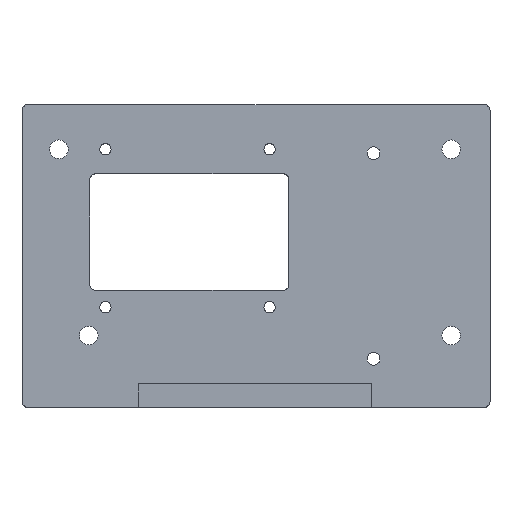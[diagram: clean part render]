
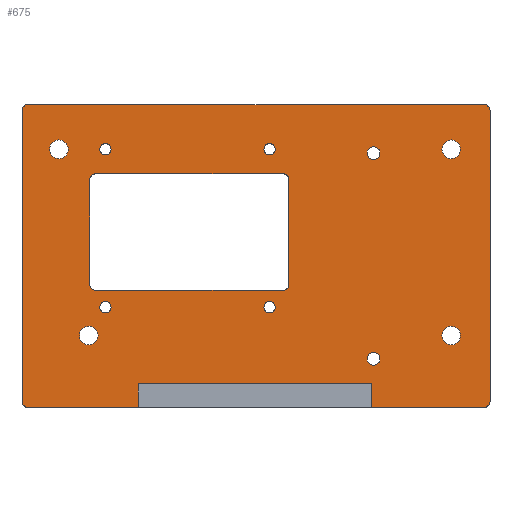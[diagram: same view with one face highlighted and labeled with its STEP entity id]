
A CAD part, top view. The second image highlights one B-rep face of the part: STEP entity #675.
In plain terms, the highlighted planar face has unit normal (0, 0, 1).
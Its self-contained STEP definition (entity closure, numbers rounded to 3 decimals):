
#15=FACE_BOUND('',#92,.T.);
#16=FACE_BOUND('',#93,.T.);
#17=FACE_BOUND('',#94,.T.);
#18=FACE_BOUND('',#95,.T.);
#19=FACE_BOUND('',#96,.T.);
#20=FACE_BOUND('',#97,.T.);
#21=FACE_BOUND('',#98,.T.);
#22=FACE_BOUND('',#99,.T.);
#23=FACE_BOUND('',#100,.T.);
#24=FACE_BOUND('',#101,.T.);
#25=FACE_BOUND('',#102,.T.);
#42=PLANE('',#725);
#57=FACE_OUTER_BOUND('',#91,.T.);
#91=EDGE_LOOP('',(#469,#470,#471,#472,#473,#474,#475,#476,#477,#478,#479,
#480));
#92=EDGE_LOOP('',(#481));
#93=EDGE_LOOP('',(#482));
#94=EDGE_LOOP('',(#483));
#95=EDGE_LOOP('',(#484));
#96=EDGE_LOOP('',(#485));
#97=EDGE_LOOP('',(#486));
#98=EDGE_LOOP('',(#487));
#99=EDGE_LOOP('',(#488));
#100=EDGE_LOOP('',(#489));
#101=EDGE_LOOP('',(#490));
#102=EDGE_LOOP('',(#491,#492,#493,#494,#495,#496,#497,#498));
#151=LINE('',#1013,#207);
#154=LINE('',#1019,#210);
#155=LINE('',#1023,#211);
#156=LINE('',#1027,#212);
#157=LINE('',#1029,#213);
#158=LINE('',#1031,#214);
#159=LINE('',#1033,#215);
#160=LINE('',#1035,#216);
#161=LINE('',#1059,#217);
#162=LINE('',#1063,#218);
#163=LINE('',#1067,#219);
#164=LINE('',#1071,#220);
#207=VECTOR('',#807,10.);
#210=VECTOR('',#812,10.);
#211=VECTOR('',#815,10.);
#212=VECTOR('',#818,10.);
#213=VECTOR('',#819,10.);
#214=VECTOR('',#820,10.);
#215=VECTOR('',#821,10.);
#216=VECTOR('',#822,10.);
#217=VECTOR('',#845,10.);
#218=VECTOR('',#848,10.);
#219=VECTOR('',#851,10.);
#220=VECTOR('',#854,10.);
#261=CIRCLE('',#722,1.5);
#263=CIRCLE('',#726,1.5);
#264=CIRCLE('',#727,1.5);
#265=CIRCLE('',#728,1.5);
#266=CIRCLE('',#729,2.4);
#267=CIRCLE('',#730,2.4);
#268=CIRCLE('',#731,2.4);
#269=CIRCLE('',#732,2.4);
#270=CIRCLE('',#733,1.45);
#271=CIRCLE('',#734,1.45);
#272=CIRCLE('',#735,1.45);
#273=CIRCLE('',#736,1.45);
#274=CIRCLE('',#737,1.65);
#275=CIRCLE('',#738,1.65);
#276=CIRCLE('',#739,1.5);
#277=CIRCLE('',#740,1.5);
#278=CIRCLE('',#741,1.5);
#279=CIRCLE('',#742,1.5);
#301=VERTEX_POINT('',#1003);
#302=VERTEX_POINT('',#1004);
#305=VERTEX_POINT('',#1012);
#307=VERTEX_POINT('',#1018);
#308=VERTEX_POINT('',#1020);
#309=VERTEX_POINT('',#1022);
#310=VERTEX_POINT('',#1024);
#311=VERTEX_POINT('',#1026);
#312=VERTEX_POINT('',#1028);
#313=VERTEX_POINT('',#1030);
#314=VERTEX_POINT('',#1032);
#315=VERTEX_POINT('',#1034);
#316=VERTEX_POINT('',#1037);
#317=VERTEX_POINT('',#1039);
#318=VERTEX_POINT('',#1041);
#319=VERTEX_POINT('',#1043);
#320=VERTEX_POINT('',#1045);
#321=VERTEX_POINT('',#1047);
#322=VERTEX_POINT('',#1049);
#323=VERTEX_POINT('',#1051);
#324=VERTEX_POINT('',#1053);
#325=VERTEX_POINT('',#1055);
#326=VERTEX_POINT('',#1057);
#327=VERTEX_POINT('',#1058);
#328=VERTEX_POINT('',#1060);
#329=VERTEX_POINT('',#1062);
#330=VERTEX_POINT('',#1064);
#331=VERTEX_POINT('',#1066);
#332=VERTEX_POINT('',#1068);
#333=VERTEX_POINT('',#1070);
#365=EDGE_CURVE('',#301,#302,#261,.T.);
#369=EDGE_CURVE('',#302,#305,#151,.T.);
#372=EDGE_CURVE('',#301,#307,#154,.T.);
#373=EDGE_CURVE('',#308,#307,#263,.T.);
#374=EDGE_CURVE('',#308,#309,#155,.T.);
#375=EDGE_CURVE('',#310,#309,#264,.T.);
#376=EDGE_CURVE('',#311,#310,#156,.T.);
#377=EDGE_CURVE('',#311,#312,#157,.T.);
#378=EDGE_CURVE('',#312,#313,#158,.T.);
#379=EDGE_CURVE('',#313,#314,#159,.T.);
#380=EDGE_CURVE('',#315,#314,#160,.T.);
#381=EDGE_CURVE('',#305,#315,#265,.T.);
#382=EDGE_CURVE('',#316,#316,#266,.T.);
#383=EDGE_CURVE('',#317,#317,#267,.T.);
#384=EDGE_CURVE('',#318,#318,#268,.T.);
#385=EDGE_CURVE('',#319,#319,#269,.T.);
#386=EDGE_CURVE('',#320,#320,#270,.T.);
#387=EDGE_CURVE('',#321,#321,#271,.T.);
#388=EDGE_CURVE('',#322,#322,#272,.T.);
#389=EDGE_CURVE('',#323,#323,#273,.T.);
#390=EDGE_CURVE('',#324,#324,#274,.T.);
#391=EDGE_CURVE('',#325,#325,#275,.T.);
#392=EDGE_CURVE('',#326,#327,#161,.T.);
#393=EDGE_CURVE('',#328,#327,#276,.T.);
#394=EDGE_CURVE('',#328,#329,#162,.T.);
#395=EDGE_CURVE('',#330,#329,#277,.T.);
#396=EDGE_CURVE('',#330,#331,#163,.T.);
#397=EDGE_CURVE('',#332,#331,#278,.T.);
#398=EDGE_CURVE('',#332,#333,#164,.T.);
#399=EDGE_CURVE('',#326,#333,#279,.T.);
#469=ORIENTED_EDGE('',*,*,#365,.F.);
#470=ORIENTED_EDGE('',*,*,#372,.T.);
#471=ORIENTED_EDGE('',*,*,#373,.F.);
#472=ORIENTED_EDGE('',*,*,#374,.T.);
#473=ORIENTED_EDGE('',*,*,#375,.F.);
#474=ORIENTED_EDGE('',*,*,#376,.F.);
#475=ORIENTED_EDGE('',*,*,#377,.T.);
#476=ORIENTED_EDGE('',*,*,#378,.T.);
#477=ORIENTED_EDGE('',*,*,#379,.T.);
#478=ORIENTED_EDGE('',*,*,#380,.F.);
#479=ORIENTED_EDGE('',*,*,#381,.F.);
#480=ORIENTED_EDGE('',*,*,#369,.F.);
#481=ORIENTED_EDGE('',*,*,#382,.T.);
#482=ORIENTED_EDGE('',*,*,#383,.T.);
#483=ORIENTED_EDGE('',*,*,#384,.T.);
#484=ORIENTED_EDGE('',*,*,#385,.T.);
#485=ORIENTED_EDGE('',*,*,#386,.T.);
#486=ORIENTED_EDGE('',*,*,#387,.T.);
#487=ORIENTED_EDGE('',*,*,#388,.T.);
#488=ORIENTED_EDGE('',*,*,#389,.T.);
#489=ORIENTED_EDGE('',*,*,#390,.T.);
#490=ORIENTED_EDGE('',*,*,#391,.T.);
#491=ORIENTED_EDGE('',*,*,#392,.T.);
#492=ORIENTED_EDGE('',*,*,#393,.F.);
#493=ORIENTED_EDGE('',*,*,#394,.T.);
#494=ORIENTED_EDGE('',*,*,#395,.F.);
#495=ORIENTED_EDGE('',*,*,#396,.T.);
#496=ORIENTED_EDGE('',*,*,#397,.F.);
#497=ORIENTED_EDGE('',*,*,#398,.T.);
#498=ORIENTED_EDGE('',*,*,#399,.F.);
#675=ADVANCED_FACE('',(#57,#15,#16,#17,#18,#19,#20,#21,#22,#23,#24,#25),
#42,.T.);
#722=AXIS2_PLACEMENT_3D('',#1005,#799,#800);
#725=AXIS2_PLACEMENT_3D('',#1017,#810,#811);
#726=AXIS2_PLACEMENT_3D('',#1021,#813,#814);
#727=AXIS2_PLACEMENT_3D('',#1025,#816,#817);
#728=AXIS2_PLACEMENT_3D('',#1036,#823,#824);
#729=AXIS2_PLACEMENT_3D('',#1038,#825,#826);
#730=AXIS2_PLACEMENT_3D('',#1040,#827,#828);
#731=AXIS2_PLACEMENT_3D('',#1042,#829,#830);
#732=AXIS2_PLACEMENT_3D('',#1044,#831,#832);
#733=AXIS2_PLACEMENT_3D('',#1046,#833,#834);
#734=AXIS2_PLACEMENT_3D('',#1048,#835,#836);
#735=AXIS2_PLACEMENT_3D('',#1050,#837,#838);
#736=AXIS2_PLACEMENT_3D('',#1052,#839,#840);
#737=AXIS2_PLACEMENT_3D('',#1054,#841,#842);
#738=AXIS2_PLACEMENT_3D('',#1056,#843,#844);
#739=AXIS2_PLACEMENT_3D('',#1061,#846,#847);
#740=AXIS2_PLACEMENT_3D('',#1065,#849,#850);
#741=AXIS2_PLACEMENT_3D('',#1069,#852,#853);
#742=AXIS2_PLACEMENT_3D('',#1072,#855,#856);
#799=DIRECTION('center_axis',(0.,0.,-1.));
#800=DIRECTION('ref_axis',(0.707,0.707,0.));
#807=DIRECTION('',(0.,-1.,0.));
#810=DIRECTION('center_axis',(0.,0.,1.));
#811=DIRECTION('ref_axis',(1.,0.,0.));
#812=DIRECTION('',(-1.,0.,0.));
#813=DIRECTION('center_axis',(0.,0.,-1.));
#814=DIRECTION('ref_axis',(-0.707,0.707,0.));
#815=DIRECTION('',(0.,-1.,0.));
#816=DIRECTION('center_axis',(0.,0.,-1.));
#817=DIRECTION('ref_axis',(-0.707,-0.707,0.));
#818=DIRECTION('',(-1.,0.,0.));
#819=DIRECTION('',(0.,1.,0.));
#820=DIRECTION('',(1.,0.,0.));
#821=DIRECTION('',(0.,-1.,0.));
#822=DIRECTION('',(-1.,0.,0.));
#823=DIRECTION('center_axis',(0.,0.,-1.));
#824=DIRECTION('ref_axis',(0.707,-0.707,0.));
#825=DIRECTION('center_axis',(0.,0.,-1.));
#826=DIRECTION('ref_axis',(1.,0.,0.));
#827=DIRECTION('center_axis',(0.,0.,-1.));
#828=DIRECTION('ref_axis',(1.,0.,0.));
#829=DIRECTION('center_axis',(0.,0.,-1.));
#830=DIRECTION('ref_axis',(1.,0.,0.));
#831=DIRECTION('center_axis',(0.,0.,-1.));
#832=DIRECTION('ref_axis',(1.,0.,0.));
#833=DIRECTION('center_axis',(0.,0.,-1.));
#834=DIRECTION('ref_axis',(1.,0.,0.));
#835=DIRECTION('center_axis',(0.,0.,-1.));
#836=DIRECTION('ref_axis',(1.,0.,0.));
#837=DIRECTION('center_axis',(0.,0.,-1.));
#838=DIRECTION('ref_axis',(1.,0.,0.));
#839=DIRECTION('center_axis',(0.,0.,-1.));
#840=DIRECTION('ref_axis',(1.,0.,0.));
#841=DIRECTION('center_axis',(0.,0.,-1.));
#842=DIRECTION('ref_axis',(-1.,0.,0.));
#843=DIRECTION('center_axis',(0.,0.,-1.));
#844=DIRECTION('ref_axis',(-1.,0.,0.));
#845=DIRECTION('',(1.,0.,0.));
#846=DIRECTION('center_axis',(0.,0.,1.));
#847=DIRECTION('ref_axis',(0.707,0.707,0.));
#848=DIRECTION('',(0.,-1.,0.));
#849=DIRECTION('center_axis',(0.,0.,1.));
#850=DIRECTION('ref_axis',(0.707,-0.707,0.));
#851=DIRECTION('',(-1.,0.,0.));
#852=DIRECTION('center_axis',(0.,0.,1.));
#853=DIRECTION('ref_axis',(-0.707,-0.707,0.));
#854=DIRECTION('',(0.,1.,0.));
#855=DIRECTION('center_axis',(0.,0.,1.));
#856=DIRECTION('ref_axis',(-0.707,0.707,0.));
#1003=CARTESIAN_POINT('',(119.1,71.2,4.5));
#1004=CARTESIAN_POINT('',(120.6,69.7,4.5));
#1005=CARTESIAN_POINT('Origin',(119.1,69.7,4.5));
#1012=CARTESIAN_POINT('',(120.6,-5.3,4.5));
#1013=CARTESIAN_POINT('',(120.6,0.2,4.5));
#1017=CARTESIAN_POINT('Origin',(60.3,35.7,4.5));
#1018=CARTESIAN_POINT('',(1.5,71.2,4.5));
#1019=CARTESIAN_POINT('',(0.,71.2,4.5));
#1020=CARTESIAN_POINT('',(0.,69.7,4.5));
#1021=CARTESIAN_POINT('Origin',(1.5,69.7,4.5));
#1022=CARTESIAN_POINT('',(0.,-5.3,4.5));
#1023=CARTESIAN_POINT('',(0.,71.2,4.5));
#1024=CARTESIAN_POINT('',(1.5,-6.8,4.5));
#1025=CARTESIAN_POINT('Origin',(1.5,-5.3,4.5));
#1026=CARTESIAN_POINT('',(30.,-6.8,4.5));
#1027=CARTESIAN_POINT('',(120.6,-6.8,4.5));
#1028=CARTESIAN_POINT('',(30.,-0.8,4.5));
#1029=CARTESIAN_POINT('',(30.,16.95,4.5));
#1030=CARTESIAN_POINT('',(90.,-0.8,4.5));
#1031=CARTESIAN_POINT('',(60.3,-0.8,4.5));
#1032=CARTESIAN_POINT('',(90.,-6.8,4.5));
#1033=CARTESIAN_POINT('',(90.,16.95,4.5));
#1034=CARTESIAN_POINT('',(119.1,-6.8,4.5));
#1035=CARTESIAN_POINT('',(120.6,-6.8,4.5));
#1036=CARTESIAN_POINT('Origin',(119.1,-5.3,4.5));
#1037=CARTESIAN_POINT('',(108.2,59.7,4.5));
#1038=CARTESIAN_POINT('Origin',(110.6,59.7,4.5));
#1039=CARTESIAN_POINT('',(108.2,11.7,4.5));
#1040=CARTESIAN_POINT('Origin',(110.6,11.7,4.5));
#1041=CARTESIAN_POINT('',(7.1,59.7,4.5));
#1042=CARTESIAN_POINT('Origin',(9.5,59.7,4.5));
#1043=CARTESIAN_POINT('',(14.8,11.7,4.5));
#1044=CARTESIAN_POINT('Origin',(17.2,11.7,4.5));
#1045=CARTESIAN_POINT('',(62.35,19.,4.5));
#1046=CARTESIAN_POINT('Origin',(63.8,19.,4.5));
#1047=CARTESIAN_POINT('',(20.05,59.7,4.5));
#1048=CARTESIAN_POINT('Origin',(21.5,59.7,4.5));
#1049=CARTESIAN_POINT('',(20.05,19.,4.5));
#1050=CARTESIAN_POINT('Origin',(21.5,19.,4.5));
#1051=CARTESIAN_POINT('',(62.35,59.7,4.5));
#1052=CARTESIAN_POINT('Origin',(63.8,59.7,4.5));
#1053=CARTESIAN_POINT('',(92.25,5.7,4.5));
#1054=CARTESIAN_POINT('Origin',(90.6,5.7,4.5));
#1055=CARTESIAN_POINT('',(92.25,58.7,4.5));
#1056=CARTESIAN_POINT('Origin',(90.6,58.7,4.5));
#1057=CARTESIAN_POINT('',(19.,53.35,4.5));
#1058=CARTESIAN_POINT('',(67.3,53.35,4.5));
#1059=CARTESIAN_POINT('',(38.9,53.35,4.5));
#1060=CARTESIAN_POINT('',(68.8,51.85,4.5));
#1061=CARTESIAN_POINT('Origin',(67.3,51.85,4.5));
#1062=CARTESIAN_POINT('',(68.8,24.85,4.5));
#1063=CARTESIAN_POINT('',(68.8,44.525,4.5));
#1064=CARTESIAN_POINT('',(67.3,23.35,4.5));
#1065=CARTESIAN_POINT('Origin',(67.3,24.85,4.5));
#1066=CARTESIAN_POINT('',(19.,23.35,4.5));
#1067=CARTESIAN_POINT('',(64.55,23.35,4.5));
#1068=CARTESIAN_POINT('',(17.5,24.85,4.5));
#1069=CARTESIAN_POINT('Origin',(19.,24.85,4.5));
#1070=CARTESIAN_POINT('',(17.5,51.85,4.5));
#1071=CARTESIAN_POINT('',(17.5,29.525,4.5));
#1072=CARTESIAN_POINT('Origin',(19.,51.85,4.5));
